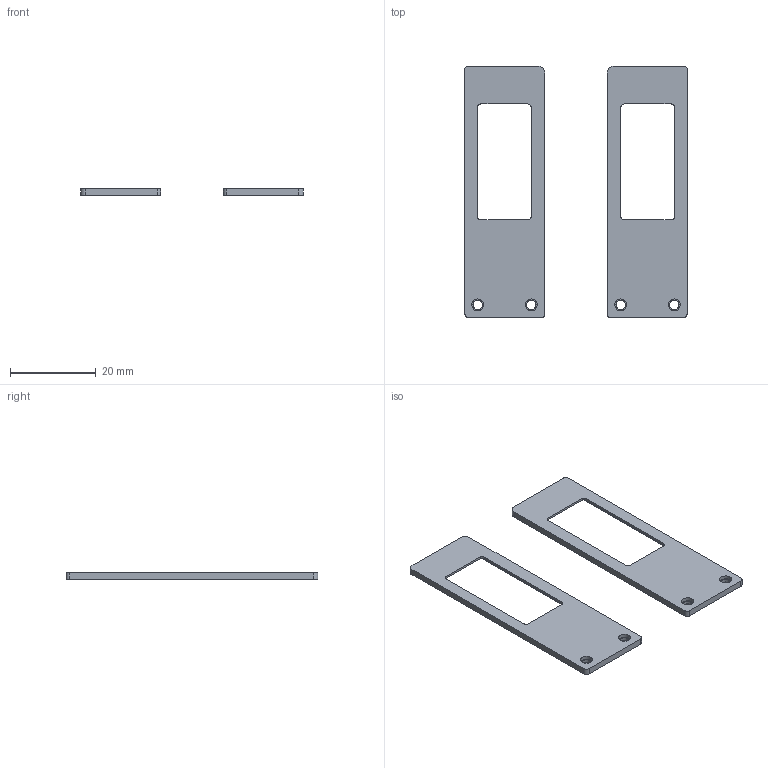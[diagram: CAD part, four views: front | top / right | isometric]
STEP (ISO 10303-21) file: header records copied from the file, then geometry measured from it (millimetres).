
FILE_DESCRIPTION(/* description */ (''),/* implementation_level */ '2;1');
FILE_NAME(/* name */ 'mriya-cnc-display-cover.step',/* time_stamp */ '2024-07-14T14:50:13+03:00',/* author */ (''),/* organization */ (''),/* preprocessor_version */ 'ST-DEVELOPER v20',/* originating_system */ 'Autodesk Translation Framework v13.14.0.145',/* authorisation */ '');
FILE_SCHEMA (('AUTOMOTIVE_DESIGN { 1 0 10303 214 3 1 1 }'));
Length unit declared in the file: millimetre
Products named in the file (1): mriya-display-cover
Bounding box: 51.8 x 58.6 x 1.5 mm (x, y, z)
Volume: 1859 mm3; surface area: 3762.4 mm2
Topology: 2 solids, 2 shells, 66 faces, 168 edges, 112 vertices
Faces by surface type: plane 34, cylinder 32
Full cylindrical faces by diameter (mm): 2.2 x4, 2.8 x4
Entity records: 2072 total; most frequent: DIRECTION 366, CARTESIAN_POINT 347, ORIENTED_EDGE 336, EDGE_CURVE 168, AXIS2_PLACEMENT_3D 131, VERTEX_POINT 112, LINE 104, VECTOR 104
